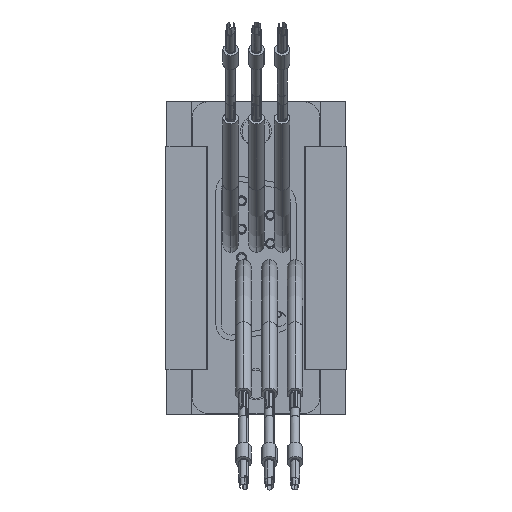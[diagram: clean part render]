
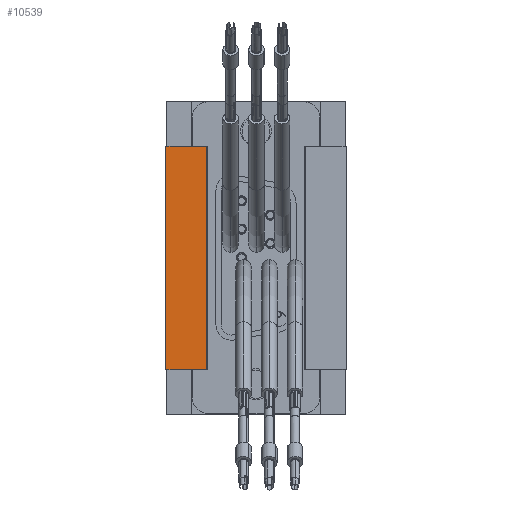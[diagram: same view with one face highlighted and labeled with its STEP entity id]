
A CAD part, left-side view. The second image highlights one B-rep face of the part: STEP entity #10539.
In plain terms, the highlighted planar face has unit normal (-1, 0, 0).
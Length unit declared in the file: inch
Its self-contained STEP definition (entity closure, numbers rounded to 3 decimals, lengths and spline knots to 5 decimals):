
#3 = DIRECTION ( 'NONE',  ( 0., 1., 0. ) ) ;
#4 = VECTOR ( 'NONE', #3, 39.37008 ) ;
#5 = CARTESIAN_POINT ( 'NONE',  ( -0.79, 0.19, 0.43395 ) ) ;
#19 = DIRECTION ( 'NONE',  ( 0., -1., 0. ) ) ;
#20 = VECTOR ( 'NONE', #19, 39.37008 ) ;
#21 = CARTESIAN_POINT ( 'NONE',  ( -0.79, 0.35, 0.434 ) ) ;
#22 = LINE ( 'NONE', #21, #20 ) ;
#30 = CARTESIAN_POINT ( 'NONE',  ( -0.79, 0.191, -0.43395 ) ) ;
#31 = DIRECTION ( 'NONE',  ( 0., 1., 0. ) ) ;
#32 = VECTOR ( 'NONE', #31, 39.37008 ) ;
#33 = CARTESIAN_POINT ( 'NONE',  ( -0.79, 0.19, -0.43395 ) ) ;
#34 = LINE ( 'NONE', #33, #32 ) ;
#35 = DIRECTION ( 'NONE',  ( 0., -1., 0. ) ) ;
#36 = VECTOR ( 'NONE', #35, 39.37008 ) ;
#37 = CARTESIAN_POINT ( 'NONE',  ( -0.79, 0.34957, -0.434 ) ) ;
#38 = LINE ( 'NONE', #37, #36 ) ;
#63 = LINE ( 'NONE', #5, #4 ) ;
#201 = CARTESIAN_POINT ( 'NONE',  ( -0.79, 0.25, 0.43395 ) ) ;
#9654 = VERTEX_POINT ( 'NONE', #16024 ) ;
#9761 = EDGE_CURVE ( 'NONE', #9654, #9774, #16246, .T. ) ;
#9774 = VERTEX_POINT ( 'NONE', #16372 ) ;
#10434 = VERTEX_POINT ( 'NONE', #17372 ) ;
#10539 = ADVANCED_FACE ( 'NONE', ( #17768 ), #17662, .F. ) ;
#10563 = ORIENTED_EDGE ( 'NONE', *, *, #10646, .F. ) ;
#10570 = EDGE_CURVE ( 'NONE', #10661, #10572, #17686, .T. ) ;
#10572 = VERTEX_POINT ( 'NONE', #17652 ) ;
#10574 = ORIENTED_EDGE ( 'NONE', *, *, #10613, .T. ) ;
#10576 = ORIENTED_EDGE ( 'NONE', *, *, #9761, .T. ) ;
#10601 = ORIENTED_EDGE ( 'NONE', *, *, #10570, .T. ) ;
#10602 = ORIENTED_EDGE ( 'NONE', *, *, #10655, .T. ) ;
#10613 = EDGE_CURVE ( 'NONE', #10572, #10679, #63, .T. ) ;
#10646 = EDGE_CURVE ( 'NONE', #9654, #10679, #22, .T. ) ;
#10655 = EDGE_CURVE ( 'NONE', #9774, #10434, #38, .T. ) ;
#10657 = EDGE_LOOP ( 'NONE', ( #10659, #10601, #10574, #10563, #10576, #10602 ) ) ;
#10659 = ORIENTED_EDGE ( 'NONE', *, *, #10660, .F. ) ;
#10660 = EDGE_CURVE ( 'NONE', #10661, #10434, #34, .T. ) ;
#10661 = VERTEX_POINT ( 'NONE', #30 ) ;
#10679 = VERTEX_POINT ( 'NONE', #201 ) ;
#16024 = CARTESIAN_POINT ( 'NONE',  ( -0.79, 0.35, 0.434 ) ) ;
#16235 = DIRECTION ( 'NONE',  ( 0., 0., -1. ) ) ;
#16236 = VECTOR ( 'NONE', #16235, 39.37008 ) ;
#16237 = CARTESIAN_POINT ( 'NONE',  ( -0.79, 0.35, 0.434 ) ) ;
#16246 = LINE ( 'NONE', #16237, #16236 ) ;
#16372 = CARTESIAN_POINT ( 'NONE',  ( -0.79, 0.35, -0.434 ) ) ;
#17372 = CARTESIAN_POINT ( 'NONE',  ( -0.79, 0.25, -0.43395 ) ) ;
#17652 = CARTESIAN_POINT ( 'NONE',  ( -0.79, 0.191, 0.43395 ) ) ;
#17653 = DIRECTION ( 'NONE',  ( 0., 0., 1. ) ) ;
#17658 = DIRECTION ( 'NONE',  ( 0., 1., 0. ) ) ;
#17659 = DIRECTION ( 'NONE',  ( 1., 0., 0. ) ) ;
#17660 = CARTESIAN_POINT ( 'NONE',  ( -0.79, 0.35, 0.434 ) ) ;
#17661 = AXIS2_PLACEMENT_3D ( 'NONE', #17660, #17659, #17658 ) ;
#17662 = PLANE ( 'NONE',  #17661 ) ;
#17673 = VECTOR ( 'NONE', #17653, 39.37008 ) ;
#17674 = CARTESIAN_POINT ( 'NONE',  ( -0.79, 0.191, 0.43395 ) ) ;
#17686 = LINE ( 'NONE', #17674, #17673 ) ;
#17768 = FACE_OUTER_BOUND ( 'NONE', #10657, .T. ) ;
